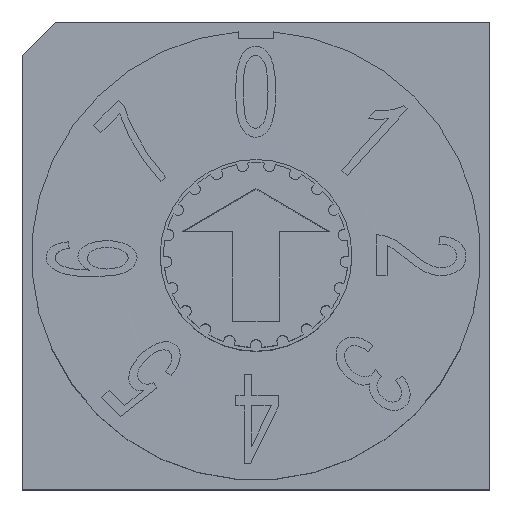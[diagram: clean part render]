
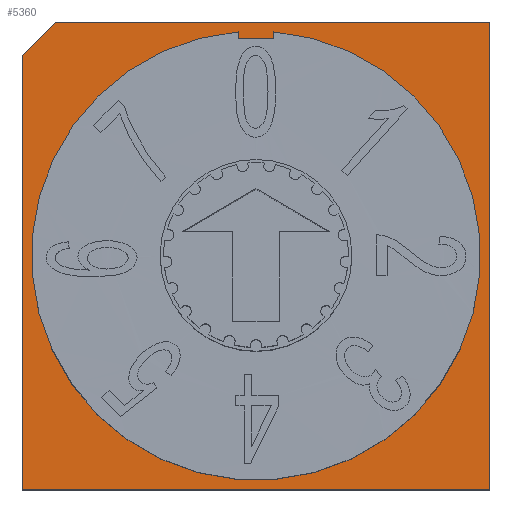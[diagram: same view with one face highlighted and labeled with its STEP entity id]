
A CAD part, top view. The second image highlights one B-rep face of the part: STEP entity #5360.
In plain terms, the highlighted planar face has unit normal (0, 0, 1).
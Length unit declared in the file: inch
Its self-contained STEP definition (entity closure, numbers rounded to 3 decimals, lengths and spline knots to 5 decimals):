
#5261=CARTESIAN_POINT('',(-0.19685,0.16901,0.06004));
#5262=VERTEX_POINT('',#5261);
#5269=CARTESIAN_POINT('',(-0.16901,0.19685,0.06004));
#5270=VERTEX_POINT('',#5269);
#5271=CARTESIAN_POINT('',(-0.16901,0.19685,0.06004));
#5272=DIRECTION('',(-0.707,-0.707,0.0));
#5273=VECTOR('',#5272,0.03937);
#5274=LINE('',#5271,#5273);
#5275=EDGE_CURVE('',#5270,#5262,#5274,.T.);
#5287=CARTESIAN_POINT('',(-0.21654,-0.21654,0.06004));
#5288=DIRECTION('',(0.0,0.0,1.0));
#5289=DIRECTION('',(1.0,0.0,0.0));
#5290=AXIS2_PLACEMENT_3D('',#5287,#5288,#5289);
#5291=PLANE('',#5290);
#5292=ORIENTED_EDGE('',*,*,#5275,.T.);
#5293=CARTESIAN_POINT('',(-0.19685,-0.19685,0.06004));
#5294=VERTEX_POINT('',#5293);
#5295=CARTESIAN_POINT('',(-0.19685,-0.19685,0.06004));
#5296=DIRECTION('',(0.0,1.0,0.0));
#5297=VECTOR('',#5296,0.36586);
#5298=LINE('',#5295,#5297);
#5299=EDGE_CURVE('',#5294,#5262,#5298,.T.);
#5300=ORIENTED_EDGE('',*,*,#5299,.F.);
#5301=CARTESIAN_POINT('',(0.19685,-0.19685,0.06004));
#5302=VERTEX_POINT('',#5301);
#5303=CARTESIAN_POINT('',(0.19685,-0.19685,0.06004));
#5304=DIRECTION('',(-1.0,0.0,0.0));
#5305=VECTOR('',#5304,0.3937);
#5306=LINE('',#5303,#5305);
#5307=EDGE_CURVE('',#5302,#5294,#5306,.T.);
#5308=ORIENTED_EDGE('',*,*,#5307,.F.);
#5309=CARTESIAN_POINT('',(0.19685,0.19685,0.06004));
#5310=VERTEX_POINT('',#5309);
#5311=CARTESIAN_POINT('',(0.19685,0.19685,0.06004));
#5312=DIRECTION('',(0.0,-1.0,0.0));
#5313=VECTOR('',#5312,0.3937);
#5314=LINE('',#5311,#5313);
#5315=EDGE_CURVE('',#5310,#5302,#5314,.T.);
#5316=ORIENTED_EDGE('',*,*,#5315,.F.);
#5317=CARTESIAN_POINT('',(-0.16901,0.19685,0.06004));
#5318=DIRECTION('',(1.0,0.0,0.0));
#5319=VECTOR('',#5318,0.36586);
#5320=LINE('',#5317,#5319);
#5321=EDGE_CURVE('',#5270,#5310,#5320,.T.);
#5322=ORIENTED_EDGE('',*,*,#5321,.F.);
#5323=EDGE_LOOP('',(#5292,#5300,#5308,#5316,#5322));
#5324=FACE_OUTER_BOUND('',#5323,.T.);
#5325=CARTESIAN_POINT('',(0.01496,0.18283,0.06004));
#5326=VERTEX_POINT('',#5325);
#5327=CARTESIAN_POINT('',(0.01496,0.18838,0.06004));
#5328=VERTEX_POINT('',#5327);
#5329=CARTESIAN_POINT('',(0.01496,0.18283,0.06004));
#5330=DIRECTION('',(0.0,1.0,0.0));
#5331=VECTOR('',#5330,0.00555);
#5332=LINE('',#5329,#5331);
#5333=EDGE_CURVE('',#5326,#5328,#5332,.T.);
#5334=ORIENTED_EDGE('',*,*,#5333,.T.);
#5335=CARTESIAN_POINT('',(-0.01496,0.18838,0.06004));
#5336=VERTEX_POINT('',#5335);
#5337=CARTESIAN_POINT('',(0.,0.0,0.06004));
#5338=DIRECTION('',(0.0,0.0,-1.0));
#5339=DIRECTION('',(0.079,-0.997,0.0));
#5340=AXIS2_PLACEMENT_3D('',#5337,#5338,#5339);
#5341=CIRCLE('',#5340,0.18898);
#5342=EDGE_CURVE('',#5328,#5336,#5341,.T.);
#5343=ORIENTED_EDGE('',*,*,#5342,.T.);
#5344=CARTESIAN_POINT('',(-0.01496,0.18283,0.06004));
#5345=VERTEX_POINT('',#5344);
#5346=CARTESIAN_POINT('',(-0.01496,0.18838,0.06004));
#5347=DIRECTION('',(0.0,-1.0,0.0));
#5348=VECTOR('',#5347,0.00555);
#5349=LINE('',#5346,#5348);
#5350=EDGE_CURVE('',#5336,#5345,#5349,.T.);
#5351=ORIENTED_EDGE('',*,*,#5350,.T.);
#5352=CARTESIAN_POINT('',(-0.01496,0.18283,0.06004));
#5353=DIRECTION('',(1.0,0.0,0.0));
#5354=VECTOR('',#5353,0.02992);
#5355=LINE('',#5352,#5354);
#5356=EDGE_CURVE('',#5345,#5326,#5355,.T.);
#5357=ORIENTED_EDGE('',*,*,#5356,.T.);
#5358=EDGE_LOOP('',(#5334,#5343,#5351,#5357));
#5359=FACE_BOUND('',#5358,.T.);
#5360=ADVANCED_FACE('',(#5324,#5359),#5291,.T.);
